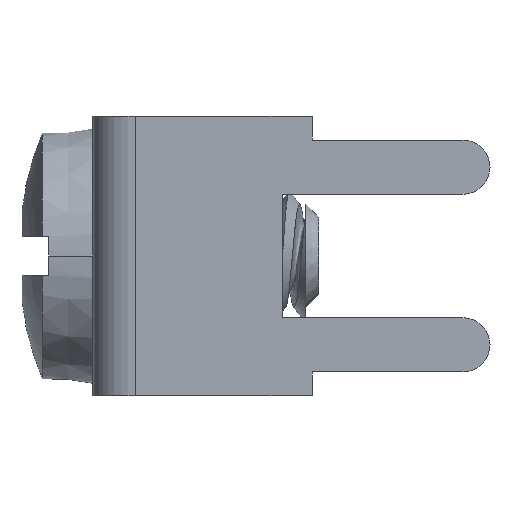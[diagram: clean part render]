
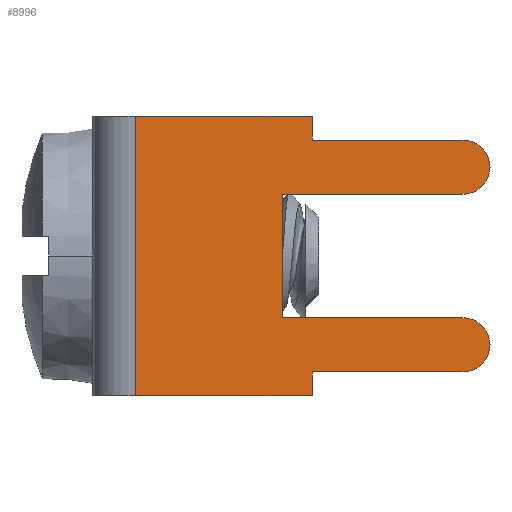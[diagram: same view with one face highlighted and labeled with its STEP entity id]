
A CAD part, left-side view. The second image highlights one B-rep face of the part: STEP entity #8996.
In plain terms, the highlighted planar face has unit normal (-1, 0, 0).
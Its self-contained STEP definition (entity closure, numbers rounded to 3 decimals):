
#52 = CARTESIAN_POINT ( 'NONE',  ( -1.78, -1.917, 3.043 ) ) ;
#67 = DIRECTION ( 'NONE',  ( 0., 0., -1. ) ) ;
#184 = VECTOR ( 'NONE', #6611, 1000. ) ;
#198 = CARTESIAN_POINT ( 'NONE',  ( -1.78, -1.917, 3.718 ) ) ;
#537 = DIRECTION ( 'NONE',  ( 0., 0., -1. ) ) ;
#555 = ORIENTED_EDGE ( 'NONE', *, *, #10008, .F. ) ;
#673 = AXIS2_PLACEMENT_3D ( 'NONE', #12409, #12489, #13695 ) ;
#744 = LINE ( 'NONE', #8992, #6262 ) ;
#834 = CARTESIAN_POINT ( 'NONE',  ( -1.78, -1.079, 3.718 ) ) ;
#1153 = VERTEX_POINT ( 'NONE', #52 ) ;
#1295 = PLANE ( 'NONE',  #5492 ) ;
#1944 = LINE ( 'NONE', #2174, #184 ) ;
#2174 = CARTESIAN_POINT ( 'NONE',  ( -1.78, 3.061, 3.718 ) ) ;
#2256 = DIRECTION ( 'NONE',  ( 0., 0., -1. ) ) ;
#2286 = ORIENTED_EDGE ( 'NONE', *, *, #4317, .F. ) ;
#2439 = EDGE_CURVE ( 'NONE', #13190, #7326, #11285, .T. ) ;
#2515 = ORIENTED_EDGE ( 'NONE', *, *, #7486, .F. ) ;
#2643 = ORIENTED_EDGE ( 'NONE', *, *, #11101, .F. ) ;
#2671 = CARTESIAN_POINT ( 'NONE',  ( -1.78, 3.061, 1.519 ) ) ;
#3592 = VERTEX_POINT ( 'NONE', #11721 ) ;
#3676 = CARTESIAN_POINT ( 'NONE',  ( -1.78, -1.079, -1.957 ) ) ;
#3703 = LINE ( 'NONE', #13010, #14478 ) ;
#3772 = VERTEX_POINT ( 'NONE', #10869 ) ;
#3846 = CARTESIAN_POINT ( 'NONE',  ( -1.78, -6.159, -3.481 ) ) ;
#4218 = EDGE_LOOP ( 'NONE', ( #8149, #13023, #9149, #4663, #555, #10446, #4297, #14792, #2515, #2643, #2286, #7621 ) ) ;
#4297 = ORIENTED_EDGE ( 'NONE', *, *, #4404, .F. ) ;
#4317 = EDGE_CURVE ( 'NONE', #1153, #12880, #6636, .T. ) ;
#4371 = CARTESIAN_POINT ( 'NONE',  ( -1.78, -6.159, 1.519 ) ) ;
#4401 = DIRECTION ( 'NONE',  ( 0., 0., 1. ) ) ;
#4404 = EDGE_CURVE ( 'NONE', #7326, #3772, #3703, .T. ) ;
#4586 = VERTEX_POINT ( 'NONE', #13385 ) ;
#4663 = ORIENTED_EDGE ( 'NONE', *, *, #6752, .F. ) ;
#5034 = DIRECTION ( 'NONE',  ( 0., 1., 0. ) ) ;
#5166 = CARTESIAN_POINT ( 'NONE',  ( -1.78, -1.917, -3.481 ) ) ;
#5185 = DIRECTION ( 'NONE',  ( 0., -1., 0. ) ) ;
#5314 = DIRECTION ( 'NONE',  ( 0., 0., 1. ) ) ;
#5492 = AXIS2_PLACEMENT_3D ( 'NONE', #9398, #12822, #67 ) ;
#5782 = VECTOR ( 'NONE', #2256, 1000. ) ;
#6019 = CARTESIAN_POINT ( 'NONE',  ( -1.78, 3.061, -4.156 ) ) ;
#6262 = VECTOR ( 'NONE', #5314, 1000. ) ;
#6311 = LINE ( 'NONE', #14549, #9475 ) ;
#6468 = CARTESIAN_POINT ( 'NONE',  ( -1.78, -1.079, 1.519 ) ) ;
#6567 = VERTEX_POINT ( 'NONE', #4371 ) ;
#6611 = DIRECTION ( 'NONE',  ( 0., -1., 0. ) ) ;
#6636 = LINE ( 'NONE', #10982, #10836 ) ;
#6752 = EDGE_CURVE ( 'NONE', #13454, #3592, #7337, .T. ) ;
#7199 = VECTOR ( 'NONE', #5034, 1000. ) ;
#7326 = VERTEX_POINT ( 'NONE', #3676 ) ;
#7337 = LINE ( 'NONE', #8568, #14736 ) ;
#7486 = EDGE_CURVE ( 'NONE', #6567, #13190, #8549, .T. ) ;
#7621 = ORIENTED_EDGE ( 'NONE', *, *, #10947, .F. ) ;
#7735 = VECTOR ( 'NONE', #12415, 1000. ) ;
#7762 = LINE ( 'NONE', #7840, #7735 ) ;
#7840 = CARTESIAN_POINT ( 'NONE',  ( -1.78, 3.061, -3.481 ) ) ;
#8149 = ORIENTED_EDGE ( 'NONE', *, *, #11119, .F. ) ;
#8549 = LINE ( 'NONE', #2671, #7199 ) ;
#8568 = CARTESIAN_POINT ( 'NONE',  ( -1.78, -1.917, 3.718 ) ) ;
#8838 = DIRECTION ( 'NONE',  ( 0., 1., 0. ) ) ;
#8986 = CARTESIAN_POINT ( 'NONE',  ( -1.78, -1.917, 3.718 ) ) ;
#8992 = CARTESIAN_POINT ( 'NONE',  ( -1.78, 3.061, 3.718 ) ) ;
#8996 = ADVANCED_FACE ( 'NONE', ( #10528 ), #1295, .F. ) ;
#9053 = VERTEX_POINT ( 'NONE', #6019 ) ;
#9149 = ORIENTED_EDGE ( 'NONE', *, *, #13166, .F. ) ;
#9398 = CARTESIAN_POINT ( 'NONE',  ( -1.78, 3.061, 3.718 ) ) ;
#9475 = VECTOR ( 'NONE', #8838, 1000. ) ;
#9556 = EDGE_CURVE ( 'NONE', #9053, #4586, #744, .T. ) ;
#9699 = AXIS2_PLACEMENT_3D ( 'NONE', #13852, #11339, #4401 ) ;
#10008 = EDGE_CURVE ( 'NONE', #14229, #13454, #7762, .T. ) ;
#10446 = ORIENTED_EDGE ( 'NONE', *, *, #13628, .F. ) ;
#10463 = VERTEX_POINT ( 'NONE', #198 ) ;
#10528 = FACE_OUTER_BOUND ( 'NONE', #4218, .T. ) ;
#10836 = VECTOR ( 'NONE', #5185, 1000. ) ;
#10869 = CARTESIAN_POINT ( 'NONE',  ( -1.78, -6.159, -1.957 ) ) ;
#10947 = EDGE_CURVE ( 'NONE', #10463, #1153, #12724, .T. ) ;
#10982 = CARTESIAN_POINT ( 'NONE',  ( -1.78, 3.061, 3.043 ) ) ;
#11101 = EDGE_CURVE ( 'NONE', #12880, #6567, #11874, .T. ) ;
#11119 = EDGE_CURVE ( 'NONE', #4586, #10463, #1944, .T. ) ;
#11162 = CIRCLE ( 'NONE', #9699, 0.762 ) ;
#11285 = LINE ( 'NONE', #834, #11557 ) ;
#11339 = DIRECTION ( 'NONE',  ( 1., 0., 0. ) ) ;
#11557 = VECTOR ( 'NONE', #537, 1000. ) ;
#11721 = CARTESIAN_POINT ( 'NONE',  ( -1.78, -1.917, -4.156 ) ) ;
#11874 = CIRCLE ( 'NONE', #673, 0.762 ) ;
#11988 = DIRECTION ( 'NONE',  ( 0., 0., -1. ) ) ;
#12409 = CARTESIAN_POINT ( 'NONE',  ( -1.78, -6.159, 2.281 ) ) ;
#12415 = DIRECTION ( 'NONE',  ( 0., 1., 0. ) ) ;
#12489 = DIRECTION ( 'NONE',  ( 1., 0., 0. ) ) ;
#12688 = CARTESIAN_POINT ( 'NONE',  ( -1.78, -6.159, 3.043 ) ) ;
#12724 = LINE ( 'NONE', #8986, #5782 ) ;
#12822 = DIRECTION ( 'NONE',  ( 1., 0., 0. ) ) ;
#12880 = VERTEX_POINT ( 'NONE', #12688 ) ;
#13010 = CARTESIAN_POINT ( 'NONE',  ( -1.78, 3.061, -1.957 ) ) ;
#13023 = ORIENTED_EDGE ( 'NONE', *, *, #9556, .F. ) ;
#13166 = EDGE_CURVE ( 'NONE', #3592, #9053, #6311, .T. ) ;
#13190 = VERTEX_POINT ( 'NONE', #6468 ) ;
#13385 = CARTESIAN_POINT ( 'NONE',  ( -1.78, 3.061, 3.718 ) ) ;
#13454 = VERTEX_POINT ( 'NONE', #5166 ) ;
#13628 = EDGE_CURVE ( 'NONE', #3772, #14229, #11162, .T. ) ;
#13695 = DIRECTION ( 'NONE',  ( 0., 0., 1. ) ) ;
#13852 = CARTESIAN_POINT ( 'NONE',  ( -1.78, -6.159, -2.719 ) ) ;
#13991 = DIRECTION ( 'NONE',  ( 0., -1., 0. ) ) ;
#14229 = VERTEX_POINT ( 'NONE', #3846 ) ;
#14478 = VECTOR ( 'NONE', #13991, 1000. ) ;
#14549 = CARTESIAN_POINT ( 'NONE',  ( -1.78, 3.061, -4.156 ) ) ;
#14736 = VECTOR ( 'NONE', #11988, 1000. ) ;
#14792 = ORIENTED_EDGE ( 'NONE', *, *, #2439, .F. ) ;
